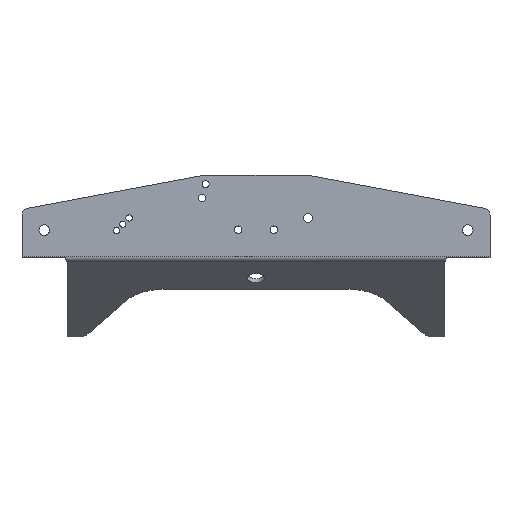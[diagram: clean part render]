
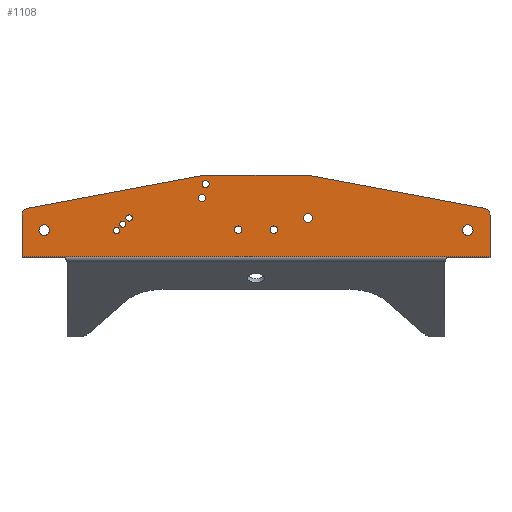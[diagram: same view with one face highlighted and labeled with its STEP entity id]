
A CAD part, front view. The second image highlights one B-rep face of the part: STEP entity #1108.
In plain terms, the highlighted planar face has unit normal (0, -1, 0).
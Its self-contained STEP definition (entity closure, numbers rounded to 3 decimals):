
#528=CARTESIAN_POINT('',(3346.758,-5.0,-9816.815));
#529=VERTEX_POINT('',#528);
#530=CARTESIAN_POINT('',(3346.758,-5.0,-9822.815));
#531=DIRECTION('',(0.0,1.0,0.0));
#532=DIRECTION('',(0.0,-0.0,1.0));
#533=AXIS2_PLACEMENT_3D('',#530,#531,#532);
#534=CIRCLE('',#533,6.0);
#535=EDGE_CURVE('no 1393',#529,#529,#534,.T.);
#556=CARTESIAN_POINT('',(3821.658,-5.0,-9816.815));
#557=VERTEX_POINT('',#556);
#558=CARTESIAN_POINT('',(3821.658,-5.0,-9822.815));
#559=DIRECTION('',(0.0,1.0,0.0));
#560=DIRECTION('',(0.0,-0.0,1.0));
#561=AXIS2_PLACEMENT_3D('',#558,#559,#560);
#562=CIRCLE('',#561,6.0);
#563=EDGE_CURVE('no 1392',#557,#557,#562,.T.);
#584=CARTESIAN_POINT('',(3564.208,-5.0,-9818.058));
#585=VERTEX_POINT('',#584);
#586=CARTESIAN_POINT('',(3564.208,-5.0,-9822.208));
#587=DIRECTION('',(0.0,1.0,0.0));
#588=DIRECTION('',(0.0,-0.0,1.0));
#589=AXIS2_PLACEMENT_3D('',#586,#587,#588);
#590=CIRCLE('',#589,4.15);
#591=EDGE_CURVE('no 1391',#585,#585,#590,.T.);
#612=CARTESIAN_POINT('',(3604.208,-5.0,-9818.058));
#613=VERTEX_POINT('',#612);
#614=CARTESIAN_POINT('',(3604.208,-5.0,-9822.208));
#615=DIRECTION('',(0.0,1.0,0.0));
#616=DIRECTION('',(0.0,-0.0,1.0));
#617=AXIS2_PLACEMENT_3D('',#614,#615,#616);
#618=CIRCLE('',#617,4.15);
#619=EDGE_CURVE('no 1390',#613,#613,#618,.T.);
#640=CARTESIAN_POINT('',(3523.636,-5.0,-9782.674));
#641=VERTEX_POINT('',#640);
#642=CARTESIAN_POINT('',(3523.636,-5.0,-9786.674));
#643=DIRECTION('',(0.0,1.0,0.0));
#644=DIRECTION('',(0.0,-0.0,1.0));
#645=AXIS2_PLACEMENT_3D('',#642,#643,#644);
#646=CIRCLE('',#645,4.0);
#647=EDGE_CURVE('no 1389',#641,#641,#646,.T.);
#668=CARTESIAN_POINT('',(3527.685,-5.0,-9767.092));
#669=VERTEX_POINT('',#668);
#670=CARTESIAN_POINT('',(3527.685,-5.0,-9771.092));
#671=DIRECTION('',(0.0,1.0,0.0));
#672=DIRECTION('',(0.0,-0.0,1.0));
#673=AXIS2_PLACEMENT_3D('',#670,#671,#672);
#674=CIRCLE('',#673,4.0);
#675=EDGE_CURVE('no 1388',#669,#669,#674,.T.);
#696=CARTESIAN_POINT('',(3642.513,-5.0,-9804.246));
#697=VERTEX_POINT('',#696);
#698=CARTESIAN_POINT('',(3642.513,-5.0,-9809.246));
#699=DIRECTION('',(0.0,1.0,0.0));
#700=DIRECTION('',(0.0,-0.0,1.0));
#701=AXIS2_PLACEMENT_3D('',#698,#699,#700);
#702=CIRCLE('',#701,5.0);
#703=EDGE_CURVE('no 1387',#697,#697,#702,.T.);
#724=CARTESIAN_POINT('',(3434.774,-5.0,-9812.668));
#725=VERTEX_POINT('',#724);
#726=CARTESIAN_POINT('',(3434.774,-5.0,-9816.168));
#727=DIRECTION('',(0.0,1.0,0.0));
#728=DIRECTION('',(0.0,-0.0,1.0));
#729=AXIS2_PLACEMENT_3D('',#726,#727,#728);
#730=CIRCLE('',#729,3.5);
#731=EDGE_CURVE('no 1386',#725,#725,#730,.T.);
#752=CARTESIAN_POINT('',(3441.845,-5.0,-9805.597));
#753=VERTEX_POINT('',#752);
#754=CARTESIAN_POINT('',(3441.845,-5.0,-9809.097));
#755=DIRECTION('',(0.0,1.0,0.0));
#756=DIRECTION('',(0.0,-0.0,1.0));
#757=AXIS2_PLACEMENT_3D('',#754,#755,#756);
#758=CIRCLE('',#757,3.5);
#759=EDGE_CURVE('no 1385',#753,#753,#758,.T.);
#780=CARTESIAN_POINT('',(3427.703,-5.0,-9819.739));
#781=VERTEX_POINT('',#780);
#782=CARTESIAN_POINT('',(3427.703,-5.0,-9823.239));
#783=DIRECTION('',(0.0,1.0,0.0));
#784=DIRECTION('',(0.0,-0.0,1.0));
#785=AXIS2_PLACEMENT_3D('',#782,#783,#784);
#786=CIRCLE('',#785,3.5);
#787=EDGE_CURVE('no 1384',#781,#781,#786,.T.);
#819=CARTESIAN_POINT('',(3321.758,-5.0,-9806.137));
#820=VERTEX_POINT('',#819);
#827=CARTESIAN_POINT('',(3328.282,-5.0,-9798.274));
#828=VERTEX_POINT('',#827);
#829=CARTESIAN_POINT('',(3329.758,-5.0,-9806.137));
#830=DIRECTION('',(0.0,1.0,0.0));
#831=DIRECTION('',(0.0,-0.0,1.0));
#832=AXIS2_PLACEMENT_3D('',#829,#830,#831);
#833=CIRCLE('',#832,8.0);
#834=EDGE_CURVE('no 1370',#820,#828,#833,.T.);
#859=CARTESIAN_POINT('',(3525.826,-5.0,-9761.188));
#860=VERTEX_POINT('',#859);
#861=CARTESIAN_POINT('',(3525.826,-5.0,-9761.188));
#862=DIRECTION('',(0.983,0.0,0.185));
#863=VECTOR('',#862,1.0);
#864=LINE('',#861,#863);
#865=EDGE_CURVE('no 1372',#828,#860,#864,.T.);
#891=CARTESIAN_POINT('',(3527.685,-5.0,-9761.015));
#892=VERTEX_POINT('',#891);
#893=CARTESIAN_POINT('',(3527.685,-5.0,-9771.092));
#894=DIRECTION('',(0.0,1.0,0.0));
#895=DIRECTION('',(0.0,-0.0,1.0));
#896=AXIS2_PLACEMENT_3D('',#893,#894,#895);
#897=CIRCLE('',#896,10.077);
#898=EDGE_CURVE('no 1374',#860,#892,#897,.T.);
#923=CARTESIAN_POINT('',(3640.731,-5.0,-9761.015));
#924=VERTEX_POINT('',#923);
#925=CARTESIAN_POINT('',(3527.685,-5.0,-9761.015));
#926=DIRECTION('',(1.0,0.0,0.0));
#927=VECTOR('',#926,1.0);
#928=LINE('',#925,#927);
#929=EDGE_CURVE('no 1376',#892,#924,#928,.T.);
#955=CARTESIAN_POINT('',(3642.59,-5.0,-9761.188));
#956=VERTEX_POINT('',#955);
#957=CARTESIAN_POINT('',(3640.731,-5.0,-9771.092));
#958=DIRECTION('',(0.0,1.0,0.0));
#959=DIRECTION('',(0.0,-0.0,1.0));
#960=AXIS2_PLACEMENT_3D('',#957,#958,#959);
#961=CIRCLE('',#960,10.077);
#962=EDGE_CURVE('no 1378',#924,#956,#961,.T.);
#987=CARTESIAN_POINT('',(3840.134,-5.0,-9798.274));
#988=VERTEX_POINT('',#987);
#989=CARTESIAN_POINT('',(3642.59,-5.0,-9761.188));
#990=DIRECTION('',(0.983,0.0,-0.185));
#991=VECTOR('',#990,1.0);
#992=LINE('',#989,#991);
#993=EDGE_CURVE('no 1380',#956,#988,#992,.T.);
#1019=CARTESIAN_POINT('',(3846.658,-5.0,-9806.137));
#1020=VERTEX_POINT('',#1019);
#1021=CARTESIAN_POINT('',(3838.658,-5.0,-9806.137));
#1022=DIRECTION('',(0.0,1.0,0.0));
#1023=DIRECTION('',(0.0,-0.0,1.0));
#1024=AXIS2_PLACEMENT_3D('',#1021,#1022,#1023);
#1025=CIRCLE('',#1024,8.0);
#1026=EDGE_CURVE('no 1382',#988,#1020,#1025,.T.);
#1042=CARTESIAN_POINT('',(3846.658,-5.0,-9852.389));
#1043=VERTEX_POINT('',#1042);
#1044=CARTESIAN_POINT('',(3321.758,-5.0,-9852.389));
#1045=VERTEX_POINT('',#1044);
#1046=CARTESIAN_POINT('',(3799.158,-5.0,-9852.389));
#1047=DIRECTION('',(-1.0,0.0,0.0));
#1048=VECTOR('',#1047,1.0);
#1049=LINE('',#1046,#1048);
#1050=EDGE_CURVE('no 1430',#1043,#1045,#1049,.T.);
#1051=ORIENTED_EDGE('',*,*,#1050,.F.);
#1052=CARTESIAN_POINT('',(3846.658,-5.0,-9852.815));
#1053=DIRECTION('',(0.0,0.0,-1.0));
#1054=VECTOR('',#1053,1.0);
#1055=LINE('',#1052,#1054);
#1056=EDGE_CURVE('no 1394',#1020,#1043,#1055,.T.);
#1057=ORIENTED_EDGE('',*,*,#1056,.F.);
#1058=ORIENTED_EDGE('',*,*,#1026,.F.);
#1059=ORIENTED_EDGE('',*,*,#993,.F.);
#1060=ORIENTED_EDGE('',*,*,#962,.F.);
#1061=ORIENTED_EDGE('',*,*,#929,.F.);
#1062=ORIENTED_EDGE('',*,*,#898,.F.);
#1063=ORIENTED_EDGE('',*,*,#865,.F.);
#1064=ORIENTED_EDGE('',*,*,#834,.F.);
#1065=CARTESIAN_POINT('',(3321.758,-5.0,-9852.815));
#1066=DIRECTION('',(0.0,0.0,1.0));
#1067=VECTOR('',#1066,1.0);
#1068=LINE('',#1065,#1067);
#1069=EDGE_CURVE('no 1407',#1045,#820,#1068,.T.);
#1070=ORIENTED_EDGE('',*,*,#1069,.F.);
#1071=EDGE_LOOP('',(#1051,#1057,#1058,#1059,#1060,#1061,#1062,#1063,#1064,#1070));
#1072=FACE_OUTER_BOUND('',#1071,.T.);
#1073=ORIENTED_EDGE('',*,*,#787,.T.);
#1074=EDGE_LOOP('',(#1073));
#1075=FACE_BOUND('',#1074,.T.);
#1076=ORIENTED_EDGE('',*,*,#759,.T.);
#1077=EDGE_LOOP('',(#1076));
#1078=FACE_BOUND('',#1077,.T.);
#1079=ORIENTED_EDGE('',*,*,#731,.T.);
#1080=EDGE_LOOP('',(#1079));
#1081=FACE_BOUND('',#1080,.T.);
#1082=ORIENTED_EDGE('',*,*,#703,.T.);
#1083=EDGE_LOOP('',(#1082));
#1084=FACE_BOUND('',#1083,.T.);
#1085=ORIENTED_EDGE('',*,*,#675,.T.);
#1086=EDGE_LOOP('',(#1085));
#1087=FACE_BOUND('',#1086,.T.);
#1088=ORIENTED_EDGE('',*,*,#647,.T.);
#1089=EDGE_LOOP('',(#1088));
#1090=FACE_BOUND('',#1089,.T.);
#1091=ORIENTED_EDGE('',*,*,#619,.T.);
#1092=EDGE_LOOP('',(#1091));
#1093=FACE_BOUND('',#1092,.T.);
#1094=ORIENTED_EDGE('',*,*,#591,.T.);
#1095=EDGE_LOOP('',(#1094));
#1096=FACE_BOUND('',#1095,.T.);
#1097=ORIENTED_EDGE('',*,*,#563,.T.);
#1098=EDGE_LOOP('',(#1097));
#1099=FACE_BOUND('',#1098,.T.);
#1100=ORIENTED_EDGE('',*,*,#535,.T.);
#1101=EDGE_LOOP('',(#1100));
#1102=FACE_BOUND('',#1101,.T.);
#1103=CARTESIAN_POINT('',(3799.158,-5.0,-9855.815));
#1104=DIRECTION('',(0.0,1.0,0.0));
#1105=DIRECTION('',(0.0,-0.0,1.0));
#1106=AXIS2_PLACEMENT_3D('',#1103,#1104,#1105);
#1107=PLANE('',#1106);
#1108=ADVANCED_FACE('no 1542',(#1072,#1075,#1078,#1081,#1084,#1087,#1090,#1093,#1096,#1099,
    #1102),#1107,.F.);
